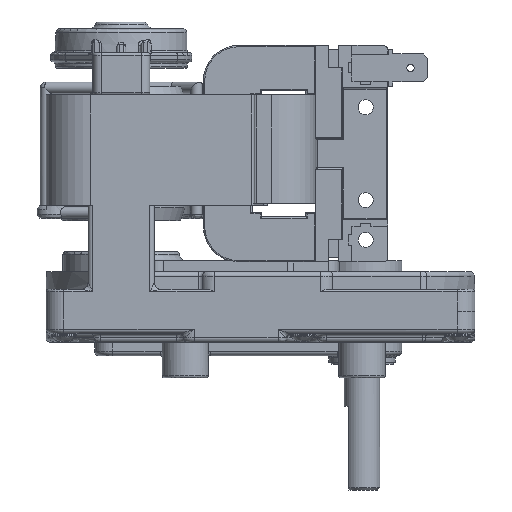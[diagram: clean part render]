
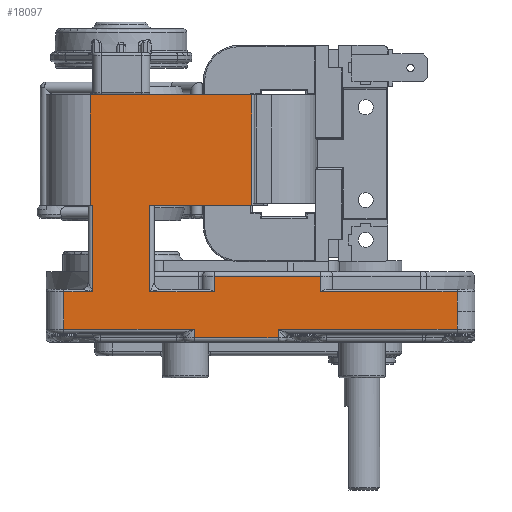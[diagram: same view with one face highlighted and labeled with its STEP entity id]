
A CAD part, left-side view. The second image highlights one B-rep face of the part: STEP entity #18097.
In plain terms, the highlighted planar face has unit normal (-1, 0, 0).
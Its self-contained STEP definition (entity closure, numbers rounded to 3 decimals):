
#15197=CARTESIAN_POINT('',(-15.892,69.031,4.5));
#15198=VERTEX_POINT('',#15197);
#15380=CARTESIAN_POINT('',(-15.892,69.031,24.));
#15381=VERTEX_POINT('',#15380);
#15382=CARTESIAN_POINT('',(-15.892,69.031,4.5));
#15383=DIRECTION('',(0.0,0.0,1.0));
#15384=VECTOR('',#15383,19.5);
#15385=LINE('',#15382,#15384);
#15386=EDGE_CURVE('',#15198,#15381,#15385,.T.);
#15413=CARTESIAN_POINT('',(-15.892,75.531,4.5));
#15414=VERTEX_POINT('',#15413);
#15422=CARTESIAN_POINT('',(-15.892,75.531,4.5));
#15423=DIRECTION('',(0.0,-1.0,0.0));
#15424=VECTOR('',#15423,6.5);
#15425=LINE('',#15422,#15424);
#15426=EDGE_CURVE('',#15414,#15198,#15425,.T.);
#15563=CARTESIAN_POINT('',(-15.892,56.031,4.5));
#15564=VERTEX_POINT('',#15563);
#15603=CARTESIAN_POINT('',(-15.892,41.531,4.5));
#15604=VERTEX_POINT('',#15603);
#15605=CARTESIAN_POINT('',(-15.892,56.031,4.5));
#15606=DIRECTION('',(0.0,-1.0,0.0));
#15607=VECTOR('',#15606,14.5);
#15608=LINE('',#15605,#15607);
#15609=EDGE_CURVE('',#15564,#15604,#15608,.T.);
#15646=CARTESIAN_POINT('',(-15.892,56.031,24.));
#15647=VERTEX_POINT('',#15646);
#15655=CARTESIAN_POINT('',(-15.892,56.031,4.5));
#15656=DIRECTION('',(0.0,0.0,1.0));
#15657=VECTOR('',#15656,19.5);
#15658=LINE('',#15655,#15657);
#15659=EDGE_CURVE('',#15564,#15647,#15658,.T.);
#16489=CARTESIAN_POINT('',(-15.892,-13.469,4.5));
#16490=VERTEX_POINT('',#16489);
#16523=CARTESIAN_POINT('',(-15.892,17.531,4.5));
#16524=VERTEX_POINT('',#16523);
#16534=CARTESIAN_POINT('',(-15.892,17.531,4.5));
#16535=DIRECTION('',(0.0,-1.0,0.0));
#16536=VECTOR('',#16535,31.);
#16537=LINE('',#16534,#16536);
#16538=EDGE_CURVE('',#16524,#16490,#16537,.T.);
#17531=CARTESIAN_POINT('',(-15.892,17.531,8.0));
#17532=VERTEX_POINT('',#17531);
#17557=CARTESIAN_POINT('',(-15.892,41.531,8.0));
#17558=VERTEX_POINT('',#17557);
#17566=CARTESIAN_POINT('',(-15.892,41.531,8.0));
#17567=DIRECTION('',(0.0,-1.0,0.0));
#17568=VECTOR('',#17567,24.);
#17569=LINE('',#17566,#17568);
#17570=EDGE_CURVE('',#17558,#17532,#17569,.T.);
#17972=CARTESIAN_POINT('',(-15.892,41.531,0.0));
#17973=DIRECTION('',(-1.0,0.0,0.0));
#17974=DIRECTION('',(0.0,0.0,1.0));
#17975=AXIS2_PLACEMENT_3D('',#17972,#17973,#17974);
#17976=PLANE('',#17975);
#17977=ORIENTED_EDGE('',*,*,#15426,.F.);
#17978=CARTESIAN_POINT('',(-15.892,75.531,-4.0));
#17979=VERTEX_POINT('',#17978);
#17980=CARTESIAN_POINT('',(-15.892,75.531,-4.0));
#17981=DIRECTION('',(0.0,0.0,1.0));
#17982=VECTOR('',#17981,8.5);
#17983=LINE('',#17980,#17982);
#17984=EDGE_CURVE('',#17979,#15414,#17983,.T.);
#17985=ORIENTED_EDGE('',*,*,#17984,.F.);
#17986=CARTESIAN_POINT('',(-15.892,46.031,-4.0));
#17987=VERTEX_POINT('',#17986);
#17988=CARTESIAN_POINT('',(-15.892,46.031,-4.0));
#17989=DIRECTION('',(0.0,1.0,0.0));
#17990=VECTOR('',#17989,29.5);
#17991=LINE('',#17988,#17990);
#17992=EDGE_CURVE('',#17987,#17979,#17991,.T.);
#17993=ORIENTED_EDGE('',*,*,#17992,.F.);
#17994=CARTESIAN_POINT('',(-15.892,46.031,-6.0));
#17995=VERTEX_POINT('',#17994);
#17996=CARTESIAN_POINT('',(-15.892,46.031,-4.0));
#17997=DIRECTION('',(0.0,0.0,-1.0));
#17998=VECTOR('',#17997,2.0);
#17999=LINE('',#17996,#17998);
#18000=EDGE_CURVE('',#17987,#17995,#17999,.T.);
#18001=ORIENTED_EDGE('',*,*,#18000,.T.);
#18002=CARTESIAN_POINT('',(-15.892,27.031,-6.0));
#18003=VERTEX_POINT('',#18002);
#18004=CARTESIAN_POINT('',(-15.892,27.031,-6.0));
#18005=DIRECTION('',(0.0,1.0,0.0));
#18006=VECTOR('',#18005,19.0);
#18007=LINE('',#18004,#18006);
#18008=EDGE_CURVE('',#18003,#17995,#18007,.T.);
#18009=ORIENTED_EDGE('',*,*,#18008,.F.);
#18010=CARTESIAN_POINT('',(-15.892,27.031,-4.0));
#18011=VERTEX_POINT('',#18010);
#18012=CARTESIAN_POINT('',(-15.892,27.031,-4.0));
#18013=DIRECTION('',(0.0,0.0,-1.0));
#18014=VECTOR('',#18013,2.0);
#18015=LINE('',#18012,#18014);
#18016=EDGE_CURVE('',#18011,#18003,#18015,.T.);
#18017=ORIENTED_EDGE('',*,*,#18016,.F.);
#18018=CARTESIAN_POINT('',(-15.892,-13.469,-4.0));
#18019=VERTEX_POINT('',#18018);
#18020=CARTESIAN_POINT('',(-15.892,-13.469,-4.0));
#18021=DIRECTION('',(0.0,1.0,0.0));
#18022=VECTOR('',#18021,40.5);
#18023=LINE('',#18020,#18022);
#18024=EDGE_CURVE('',#18019,#18011,#18023,.T.);
#18025=ORIENTED_EDGE('',*,*,#18024,.F.);
#18026=CARTESIAN_POINT('',(-15.892,-13.469,0.0));
#18027=VERTEX_POINT('',#18026);
#18028=CARTESIAN_POINT('',(-15.892,-13.469,0.0));
#18029=DIRECTION('',(0.0,0.0,-1.0));
#18030=VECTOR('',#18029,4.0);
#18031=LINE('',#18028,#18030);
#18032=EDGE_CURVE('',#18027,#18019,#18031,.T.);
#18033=ORIENTED_EDGE('',*,*,#18032,.F.);
#18034=CARTESIAN_POINT('',(-15.892,-13.469,0.0));
#18035=DIRECTION('',(0.0,0.0,1.0));
#18036=VECTOR('',#18035,4.5);
#18037=LINE('',#18034,#18036);
#18038=EDGE_CURVE('',#18027,#16490,#18037,.T.);
#18039=ORIENTED_EDGE('',*,*,#18038,.T.);
#18040=ORIENTED_EDGE('',*,*,#16538,.F.);
#18041=CARTESIAN_POINT('',(-15.892,17.531,4.5));
#18042=DIRECTION('',(0.0,0.0,1.0));
#18043=VECTOR('',#18042,3.5);
#18044=LINE('',#18041,#18043);
#18045=EDGE_CURVE('',#16524,#17532,#18044,.T.);
#18046=ORIENTED_EDGE('',*,*,#18045,.T.);
#18047=ORIENTED_EDGE('',*,*,#17570,.F.);
#18048=CARTESIAN_POINT('',(-15.892,41.531,4.5));
#18049=DIRECTION('',(0.0,0.0,1.0));
#18050=VECTOR('',#18049,3.5);
#18051=LINE('',#18048,#18050);
#18052=EDGE_CURVE('',#15604,#17558,#18051,.T.);
#18053=ORIENTED_EDGE('',*,*,#18052,.F.);
#18054=ORIENTED_EDGE('',*,*,#15609,.F.);
#18055=ORIENTED_EDGE('',*,*,#15659,.T.);
#18056=CARTESIAN_POINT('',(-15.892,33.031,24.));
#18057=VERTEX_POINT('',#18056);
#18058=CARTESIAN_POINT('',(-15.892,56.031,24.));
#18059=DIRECTION('',(0.0,-1.0,0.0));
#18060=VECTOR('',#18059,23.);
#18061=LINE('',#18058,#18060);
#18062=EDGE_CURVE('',#15647,#18057,#18061,.T.);
#18063=ORIENTED_EDGE('',*,*,#18062,.T.);
#18064=CARTESIAN_POINT('',(-15.892,33.031,49.));
#18065=VERTEX_POINT('',#18064);
#18066=CARTESIAN_POINT('',(-15.892,33.031,49.));
#18067=DIRECTION('',(0.0,0.0,-1.0));
#18068=VECTOR('',#18067,25.);
#18069=LINE('',#18066,#18068);
#18070=EDGE_CURVE('',#18065,#18057,#18069,.T.);
#18071=ORIENTED_EDGE('',*,*,#18070,.F.);
#18072=CARTESIAN_POINT('',(-15.892,69.531,49.));
#18073=VERTEX_POINT('',#18072);
#18074=CARTESIAN_POINT('',(-15.892,33.031,49.));
#18075=DIRECTION('',(0.0,1.0,0.0));
#18076=VECTOR('',#18075,36.5);
#18077=LINE('',#18074,#18076);
#18078=EDGE_CURVE('',#18065,#18073,#18077,.T.);
#18079=ORIENTED_EDGE('',*,*,#18078,.T.);
#18080=CARTESIAN_POINT('',(-15.892,69.531,24.));
#18081=VERTEX_POINT('',#18080);
#18082=CARTESIAN_POINT('',(-15.892,69.531,49.));
#18083=DIRECTION('',(0.0,0.0,-1.0));
#18084=VECTOR('',#18083,25.);
#18085=LINE('',#18082,#18084);
#18086=EDGE_CURVE('',#18073,#18081,#18085,.T.);
#18087=ORIENTED_EDGE('',*,*,#18086,.T.);
#18088=CARTESIAN_POINT('',(-15.892,69.531,24.));
#18089=DIRECTION('',(0.0,-1.0,0.0));
#18090=VECTOR('',#18089,0.5);
#18091=LINE('',#18088,#18090);
#18092=EDGE_CURVE('',#18081,#15381,#18091,.T.);
#18093=ORIENTED_EDGE('',*,*,#18092,.T.);
#18094=ORIENTED_EDGE('',*,*,#15386,.F.);
#18095=EDGE_LOOP('',(#17977,#17985,#17993,#18001,#18009,#18017,#18025,#18033,#18039,#18040,#18046,#18047,#18053,#18054,#18055,#18063,#18071,#18079,#18087,#18093,#18094));
#18096=FACE_OUTER_BOUND('',#18095,.T.);
#18097=ADVANCED_FACE('',(#18096),#17976,.T.);
